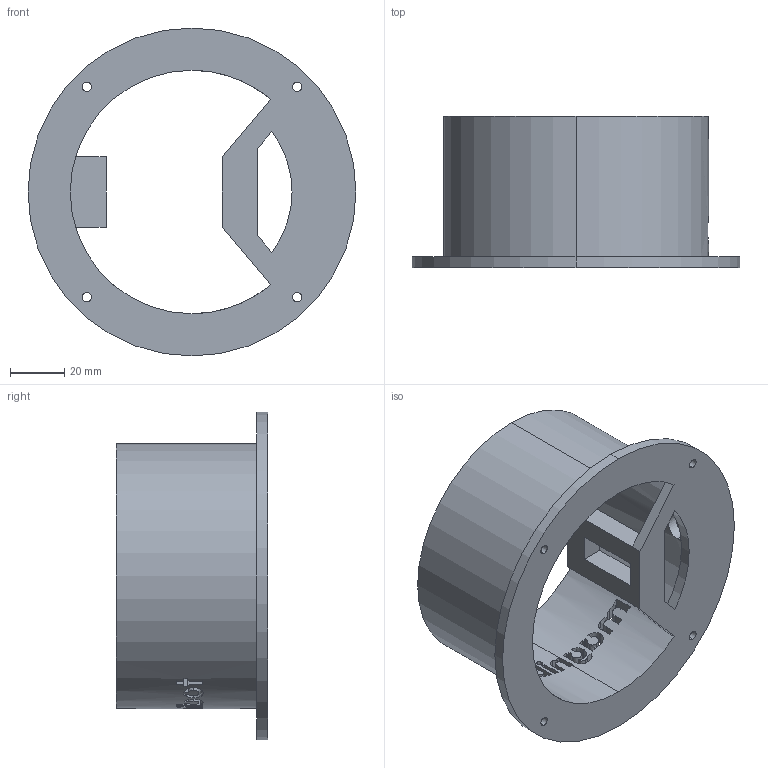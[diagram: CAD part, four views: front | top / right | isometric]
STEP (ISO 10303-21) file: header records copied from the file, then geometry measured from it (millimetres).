
FILE_DESCRIPTION (( 'STEP AP203' ), '1' );
FILE_NAME ('Base_Default_sldprt.STEP', '2024-10-15T08:14:59', ( '' ), ( '' ), 'SwSTEP 2.0', 'SolidWorks 2024', '' );
FILE_SCHEMA (( 'CONFIG_CONTROL_DESIGN' ));
Length unit declared in the file: millimetre
Products named in the file (1): Base_Default_sldprt
Bounding box: 121.25 x 56 x 121.25 mm (x, y, z)
Volume: 94994.6 mm3; surface area: 50763.6 mm2
Topology: 1 solids, 1 shells, 174 faces, 494 edges, 326 vertices
Faces by surface type: plane 84, bspline 57, cylinder 25, cone 8
Entity records: 8394 total; most frequent: CARTESIAN_POINT 4033, ORIENTED_EDGE 988, DIRECTION 714, EDGE_CURVE 494, VERTEX_POINT 326, LINE 272, VECTOR 272, AXIS2_PLACEMENT_3D 221
